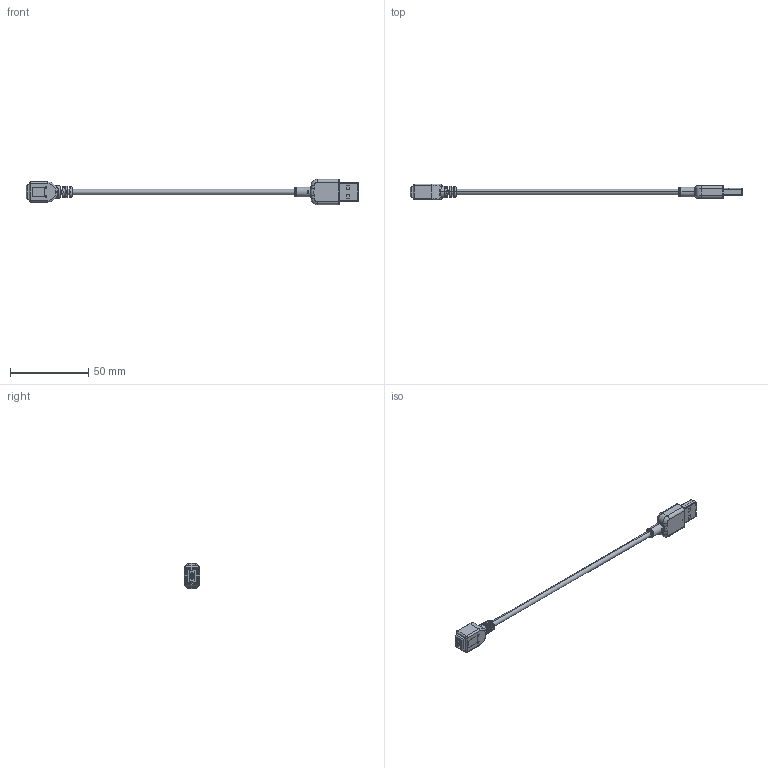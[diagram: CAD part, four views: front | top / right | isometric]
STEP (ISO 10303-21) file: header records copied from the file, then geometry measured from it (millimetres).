
FILE_DESCRIPTION (( 'STEP AP203' ), '1' );
FILE_NAME ('10-00652_revA2.STEP', '2018-11-02T22:00:36', ( '' ), ( '' ), 'SwSTEP 2.0', 'SolidWorks 2015', '' );
FILE_SCHEMA (( 'CONFIG_CONTROL_DESIGN' ));
Length unit declared in the file: millimetre
Products named in the file (11): 50-00430 insulator; 10-00652_revA2; 50-00430 shell; 50-00425 insulator; 24-00059; 50-00430 outside insulator; 50-00425 shell; 24-00056; 50-00425; 30-00088_blunt cut; 50-00430
Assembly tree (10 placements, depth 3):
  10-00652_revA2
    30-00088_blunt cut
    24-00059
    24-00056
    50-00430
      50-00430 shell
      50-00430 insulator
      50-00430 outside insulator
    50-00425
      50-00425 insulator
      50-00425 shell
Bounding box: 212.2 x 10 x 16.1 mm (x, y, z)
Volume: 7036.6 mm3; surface area: 18108 mm2
Topology: 60 solids, 60 shells, 1175 faces, 2886 edges, 1822 vertices
Faces by surface type: plane 490, cylinder 391, bspline 184, torus 69, cone 23, sphere 18
Entity records: 40530 total; most frequent: CARTESIAN_POINT 12471, ORIENTED_EDGE 5736, DIRECTION 5272, EDGE_CURVE 2868, AXIS2_PLACEMENT_3D 1908, VERTEX_POINT 1822, VECTOR 1456, LINE 1456
